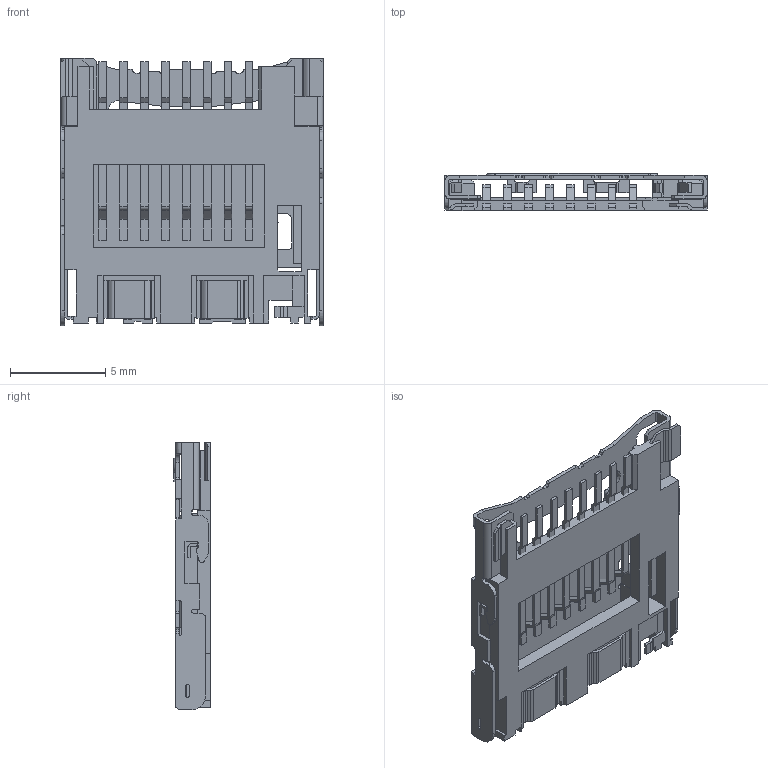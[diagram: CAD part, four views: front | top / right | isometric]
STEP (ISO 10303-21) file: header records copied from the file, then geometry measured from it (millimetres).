
FILE_DESCRIPTION(('CAx-IF Rec.Pracs.---Model Styling and Organization---1.5---2016-08-15','CAx-IF Rec.Pracs.---Geometric and Assembly Validation Properties---4.4---2016-08-17','CAx-IF Rec.Pracs.---User Defined Attributes---1.5---2016-08-15','CAx-IF Rec.Pracs.---External References---2.1---2005-01-19'),'2;1');
FILE_NAME('12849539.step','2023-02-17T02:43:03',('Unspecified'),('Unspecified'),'CAD Exchanger 3.8.1 (cadexchanger.com)','Unspecified','');
FILE_SCHEMA(('AUTOMOTIVE_DESIGN { 1 0 10303 214 1 1 1 1 }'));
Length unit declared in the file: millimetre
Products named in the file (2): DM3CS-SF
Bounding box: 13.8 x 1.93 x 14.1 mm (x, y, z)
Volume: 129 mm3; surface area: 898.3 mm2
Topology: 27 solids, 27 shells, 730 faces, 2028 edges, 1341 vertices
Faces by surface type: plane 539, cylinder 185, torus 6
Entity records: 24825 total; most frequent: CARTESIAN_POINT 4184, ORIENTED_EDGE 4056, DIRECTION 3864, EDGE_CURVE 2028, LINE 1638, VECTOR 1638, VERTEX_POINT 1341, AXIS2_PLACEMENT_3D 1113
